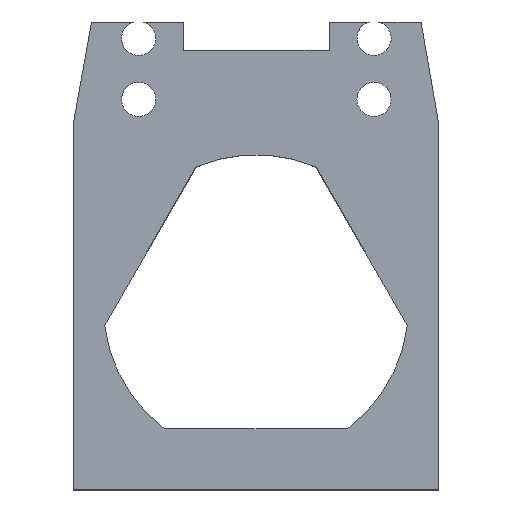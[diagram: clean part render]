
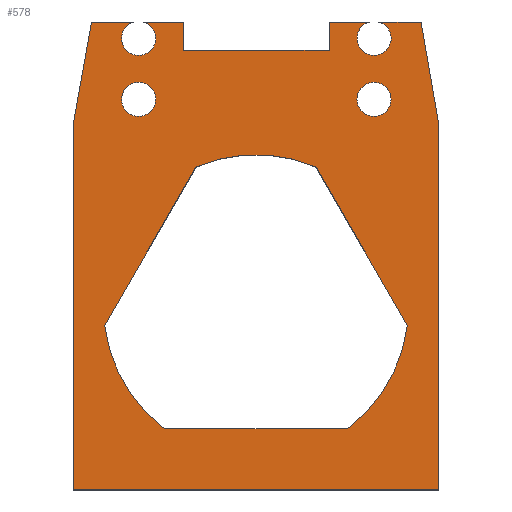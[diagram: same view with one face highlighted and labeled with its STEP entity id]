
A CAD part, top view. The second image highlights one B-rep face of the part: STEP entity #578.
In plain terms, the highlighted planar face has unit normal (0, 0, 1).
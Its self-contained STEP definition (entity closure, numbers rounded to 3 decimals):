
#23=FACE_BOUND('',#85,.T.);
#24=FACE_BOUND('',#86,.T.);
#25=FACE_BOUND('',#87,.T.);
#32=CIRCLE('',#631,1.4);
#33=CIRCLE('',#634,1.4);
#34=CIRCLE('',#635,1.4);
#35=CIRCLE('',#636,1.4);
#36=CIRCLE('',#637,12.5);
#37=CIRCLE('',#638,12.5);
#38=CIRCLE('',#639,12.5);
#53=FACE_OUTER_BOUND('',#84,.T.);
#84=EDGE_LOOP('',(#436,#437,#438,#439,#440,#441,#442,#443,#444,#445,#446,
#447,#448,#449));
#85=EDGE_LOOP('',(#450));
#86=EDGE_LOOP('',(#451));
#87=EDGE_LOOP('',(#452,#453,#454,#455,#456,#457));
#111=LINE('',#829,#179);
#116=LINE('',#838,#184);
#119=LINE('',#844,#187);
#132=LINE('',#877,#200);
#137=LINE('',#888,#205);
#141=LINE('',#897,#209);
#145=LINE('',#904,#213);
#148=LINE('',#913,#216);
#149=LINE('',#916,#217);
#150=LINE('',#918,#218);
#151=LINE('',#920,#219);
#152=LINE('',#921,#220);
#153=LINE('',#931,#221);
#154=LINE('',#935,#222);
#155=LINE('',#938,#223);
#179=VECTOR('',#668,10.);
#184=VECTOR('',#675,10.);
#187=VECTOR('',#680,10.);
#200=VECTOR('',#705,10.);
#205=VECTOR('',#712,10.);
#209=VECTOR('',#718,10.);
#213=VECTOR('',#724,10.);
#216=VECTOR('',#735,10.);
#217=VECTOR('',#738,10.);
#218=VECTOR('',#739,10.);
#219=VECTOR('',#740,10.);
#220=VECTOR('',#741,10.);
#221=VECTOR('',#750,10.);
#222=VECTOR('',#753,10.);
#223=VECTOR('',#756,10.);
#247=VERTEX_POINT('',#826);
#248=VERTEX_POINT('',#828);
#251=VERTEX_POINT('',#836);
#253=VERTEX_POINT('',#841);
#267=VERTEX_POINT('',#876);
#271=VERTEX_POINT('',#885);
#272=VERTEX_POINT('',#887);
#275=VERTEX_POINT('',#894);
#276=VERTEX_POINT('',#896);
#278=VERTEX_POINT('',#902);
#280=VERTEX_POINT('',#911);
#281=VERTEX_POINT('',#915);
#282=VERTEX_POINT('',#917);
#283=VERTEX_POINT('',#919);
#284=VERTEX_POINT('',#923);
#285=VERTEX_POINT('',#925);
#286=VERTEX_POINT('',#927);
#287=VERTEX_POINT('',#928);
#288=VERTEX_POINT('',#930);
#289=VERTEX_POINT('',#932);
#290=VERTEX_POINT('',#934);
#291=VERTEX_POINT('',#936);
#301=EDGE_CURVE('',#248,#247,#111,.T.);
#306=EDGE_CURVE('',#247,#251,#116,.T.);
#309=EDGE_CURVE('',#253,#248,#119,.T.);
#325=EDGE_CURVE('',#267,#253,#132,.T.);
#330=EDGE_CURVE('',#272,#271,#137,.T.);
#334=EDGE_CURVE('',#276,#275,#141,.T.);
#338=EDGE_CURVE('',#251,#278,#145,.T.);
#340=EDGE_CURVE('',#278,#276,#32,.T.);
#343=EDGE_CURVE('',#275,#280,#148,.T.);
#344=EDGE_CURVE('',#280,#281,#149,.T.);
#345=EDGE_CURVE('',#281,#282,#150,.T.);
#346=EDGE_CURVE('',#282,#283,#151,.T.);
#347=EDGE_CURVE('',#283,#272,#152,.T.);
#348=EDGE_CURVE('',#271,#267,#33,.T.);
#349=EDGE_CURVE('',#284,#284,#34,.T.);
#350=EDGE_CURVE('',#285,#285,#35,.T.);
#351=EDGE_CURVE('',#286,#287,#36,.T.);
#352=EDGE_CURVE('',#288,#287,#153,.T.);
#353=EDGE_CURVE('',#288,#289,#37,.T.);
#354=EDGE_CURVE('',#290,#289,#154,.T.);
#355=EDGE_CURVE('',#290,#291,#38,.T.);
#356=EDGE_CURVE('',#286,#291,#155,.T.);
#436=ORIENTED_EDGE('',*,*,#306,.T.);
#437=ORIENTED_EDGE('',*,*,#338,.T.);
#438=ORIENTED_EDGE('',*,*,#340,.T.);
#439=ORIENTED_EDGE('',*,*,#334,.T.);
#440=ORIENTED_EDGE('',*,*,#343,.T.);
#441=ORIENTED_EDGE('',*,*,#344,.T.);
#442=ORIENTED_EDGE('',*,*,#345,.T.);
#443=ORIENTED_EDGE('',*,*,#346,.T.);
#444=ORIENTED_EDGE('',*,*,#347,.T.);
#445=ORIENTED_EDGE('',*,*,#330,.T.);
#446=ORIENTED_EDGE('',*,*,#348,.T.);
#447=ORIENTED_EDGE('',*,*,#325,.T.);
#448=ORIENTED_EDGE('',*,*,#309,.T.);
#449=ORIENTED_EDGE('',*,*,#301,.T.);
#450=ORIENTED_EDGE('',*,*,#349,.T.);
#451=ORIENTED_EDGE('',*,*,#350,.T.);
#452=ORIENTED_EDGE('',*,*,#351,.T.);
#453=ORIENTED_EDGE('',*,*,#352,.F.);
#454=ORIENTED_EDGE('',*,*,#353,.T.);
#455=ORIENTED_EDGE('',*,*,#354,.F.);
#456=ORIENTED_EDGE('',*,*,#355,.T.);
#457=ORIENTED_EDGE('',*,*,#356,.F.);
#554=PLANE('',#633);
#578=ADVANCED_FACE('',(#53,#23,#24,#25),#554,.T.);
#631=AXIS2_PLACEMENT_3D('',#907,#729,#730);
#633=AXIS2_PLACEMENT_3D('',#914,#736,#737);
#634=AXIS2_PLACEMENT_3D('',#922,#742,#743);
#635=AXIS2_PLACEMENT_3D('',#924,#744,#745);
#636=AXIS2_PLACEMENT_3D('',#926,#746,#747);
#637=AXIS2_PLACEMENT_3D('',#929,#748,#749);
#638=AXIS2_PLACEMENT_3D('',#933,#751,#752);
#639=AXIS2_PLACEMENT_3D('',#937,#754,#755);
#668=DIRECTION('',(-1.,0.,0.));
#675=DIRECTION('',(0.,1.,0.));
#680=DIRECTION('',(0.,-1.,0.));
#705=DIRECTION('',(-1.,0.,0.));
#712=DIRECTION('',(-1.,0.,0.));
#718=DIRECTION('',(-1.,0.,0.));
#724=DIRECTION('',(-1.,0.,0.));
#729=DIRECTION('center_axis',(0.,0.,-1.));
#730=DIRECTION('ref_axis',(-1.,0.,0.));
#735=DIRECTION('',(-0.177,-0.984,0.));
#736=DIRECTION('center_axis',(0.,0.,1.));
#737=DIRECTION('ref_axis',(1.,0.,0.));
#738=DIRECTION('',(0.,-1.,0.));
#739=DIRECTION('',(1.,0.,0.));
#740=DIRECTION('',(0.,1.,0.));
#741=DIRECTION('',(-0.171,0.985,0.));
#742=DIRECTION('center_axis',(0.,0.,-1.));
#743=DIRECTION('ref_axis',(-1.,0.,0.));
#744=DIRECTION('center_axis',(0.,0.,-1.));
#745=DIRECTION('ref_axis',(-1.,0.,0.));
#746=DIRECTION('center_axis',(0.,0.,-1.));
#747=DIRECTION('ref_axis',(-1.,0.,0.));
#748=DIRECTION('center_axis',(0.,0.,-1.));
#749=DIRECTION('ref_axis',(-1.,0.,0.));
#750=DIRECTION('',(1.,0.,0.));
#751=DIRECTION('center_axis',(0.,0.,-1.));
#752=DIRECTION('ref_axis',(-1.,0.,0.));
#753=DIRECTION('',(-0.5,-0.866,0.));
#754=DIRECTION('center_axis',(0.,0.,-1.));
#755=DIRECTION('ref_axis',(-1.,0.,0.));
#756=DIRECTION('',(-0.5,0.866,0.));
#826=CARTESIAN_POINT('',(10.529,-24.967,5.));
#828=CARTESIAN_POINT('',(22.471,-24.967,5.));
#829=CARTESIAN_POINT('',(19.478,-24.967,5.));
#836=CARTESIAN_POINT('',(10.529,-22.656,5.));
#838=CARTESIAN_POINT('',(10.529,-25.758,5.));
#841=CARTESIAN_POINT('',(22.471,-22.656,5.));
#844=CARTESIAN_POINT('',(22.471,-23.446,5.));
#876=CARTESIAN_POINT('',(25.755,-22.656,5.));
#877=CARTESIAN_POINT('',(16.158,-22.656,5.));
#885=CARTESIAN_POINT('',(26.559,-22.656,5.));
#887=CARTESIAN_POINT('',(30.017,-22.656,5.));
#888=CARTESIAN_POINT('',(16.158,-22.656,5.));
#894=CARTESIAN_POINT('',(2.977,-22.656,5.));
#896=CARTESIAN_POINT('',(6.441,-22.656,5.));
#897=CARTESIAN_POINT('',(16.158,-22.656,5.));
#902=CARTESIAN_POINT('',(7.245,-22.656,5.));
#904=CARTESIAN_POINT('',(16.158,-22.656,5.));
#907=CARTESIAN_POINT('Origin',(6.843,-23.997,5.));
#911=CARTESIAN_POINT('',(1.474,-31.03,5.));
#913=CARTESIAN_POINT('',(3.157,-21.656,5.));
#914=CARTESIAN_POINT('Origin',(16.485,-26.548,5.));
#915=CARTESIAN_POINT('',(1.474,-61.03,5.));
#916=CARTESIAN_POINT('',(1.474,-31.03,5.));
#917=CARTESIAN_POINT('',(31.474,-61.03,5.));
#918=CARTESIAN_POINT('',(1.474,-61.03,5.));
#919=CARTESIAN_POINT('',(31.474,-31.03,5.));
#920=CARTESIAN_POINT('',(31.474,-61.03,5.));
#921=CARTESIAN_POINT('',(31.474,-31.03,5.));
#922=CARTESIAN_POINT('Origin',(26.157,-23.997,5.));
#923=CARTESIAN_POINT('',(8.243,-28.997,5.));
#924=CARTESIAN_POINT('Origin',(6.843,-28.997,5.));
#925=CARTESIAN_POINT('',(27.557,-28.997,5.));
#926=CARTESIAN_POINT('Origin',(26.157,-28.997,5.));
#927=CARTESIAN_POINT('',(28.885,-47.525,5.));
#928=CARTESIAN_POINT('',(23.974,-56.03,5.));
#929=CARTESIAN_POINT('Origin',(16.474,-46.03,5.));
#930=CARTESIAN_POINT('',(8.974,-56.03,5.));
#931=CARTESIAN_POINT('',(20.224,-56.03,5.));
#932=CARTESIAN_POINT('',(4.064,-47.525,5.));
#933=CARTESIAN_POINT('Origin',(16.474,-46.03,5.));
#934=CARTESIAN_POINT('',(11.564,-34.535,5.));
#935=CARTESIAN_POINT('',(5.83,-44.466,5.));
#936=CARTESIAN_POINT('',(21.385,-34.535,5.));
#937=CARTESIAN_POINT('Origin',(16.474,-46.03,5.));
#938=CARTESIAN_POINT('',(23.368,-37.971,5.));
